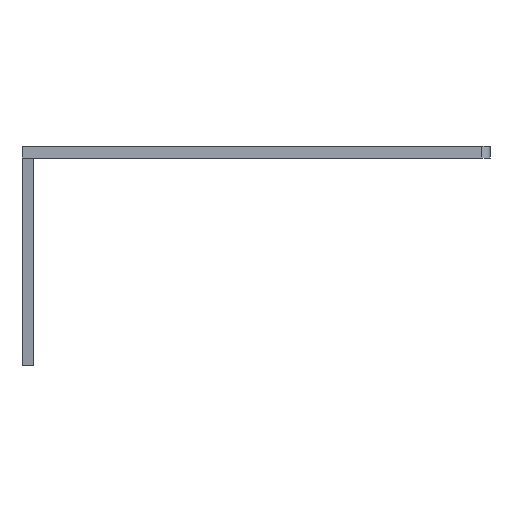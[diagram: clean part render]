
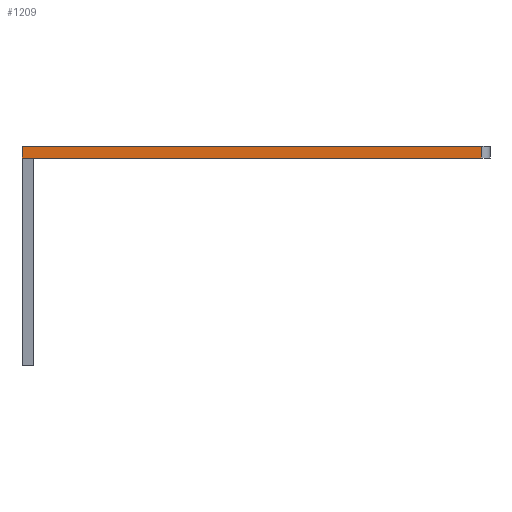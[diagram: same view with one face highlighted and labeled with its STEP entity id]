
A CAD part, front view. The second image highlights one B-rep face of the part: STEP entity #1209.
In plain terms, the highlighted planar face has unit normal (0, -1, 0).
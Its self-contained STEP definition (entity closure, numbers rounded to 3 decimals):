
#94 = EDGE_CURVE ( 'NONE', #176, #1507, #607, .T. ) ;
#110 = ORIENTED_EDGE ( 'NONE', *, *, #1718, .F. ) ;
#170 = CARTESIAN_POINT ( 'NONE',  ( 4., 0., -4. ) ) ;
#176 = VERTEX_POINT ( 'NONE', #722 ) ;
#200 = CARTESIAN_POINT ( 'NONE',  ( 0., 0., 0. ) ) ;
#206 = CARTESIAN_POINT ( 'NONE',  ( 4., 0., -4. ) ) ;
#262 = VECTOR ( 'NONE', #560, 1000. ) ;
#266 = DIRECTION ( 'NONE',  ( -1., 0., 0. ) ) ;
#271 = ORIENTED_EDGE ( 'NONE', *, *, #1391, .T. ) ;
#343 = PLANE ( 'NONE',  #1248 ) ;
#359 = DIRECTION ( 'NONE',  ( 0., 0., -1. ) ) ;
#395 = LINE ( 'NONE', #1458, #1111 ) ;
#409 = VERTEX_POINT ( 'NONE', #206 ) ;
#506 = ORIENTED_EDGE ( 'NONE', *, *, #796, .F. ) ;
#560 = DIRECTION ( 'NONE',  ( 0., 0., 1. ) ) ;
#607 = LINE ( 'NONE', #1814, #1699 ) ;
#637 = LINE ( 'NONE', #170, #707 ) ;
#642 = DIRECTION ( 'NONE',  ( 0., -1., 0. ) ) ;
#707 = VECTOR ( 'NONE', #1714, 1000. ) ;
#722 = CARTESIAN_POINT ( 'NONE',  ( 0., 0., 0. ) ) ;
#759 = DIRECTION ( 'NONE',  ( 0., 0., 1. ) ) ;
#789 = ORIENTED_EDGE ( 'NONE', *, *, #94, .F. ) ;
#796 = EDGE_CURVE ( 'NONE', #409, #1924, #395, .T. ) ;
#1000 = VECTOR ( 'NONE', #759, 1000. ) ;
#1094 = ORIENTED_EDGE ( 'NONE', *, *, #1737, .F. ) ;
#1111 = VECTOR ( 'NONE', #266, 1000. ) ;
#1209 = ADVANCED_FACE ( 'NONE', ( #1401 ), #343, .T. ) ;
#1248 = AXIS2_PLACEMENT_3D ( 'NONE', #200, #642, #359 ) ;
#1391 = EDGE_CURVE ( 'NONE', #1801, #1507, #1606, .T. ) ;
#1401 = FACE_OUTER_BOUND ( 'NONE', #1806, .T. ) ;
#1458 = CARTESIAN_POINT ( 'NONE',  ( 0., 0., -4. ) ) ;
#1502 = CARTESIAN_POINT ( 'NONE',  ( 0., 0., -75. ) ) ;
#1507 = VERTEX_POINT ( 'NONE', #1984 ) ;
#1535 = CARTESIAN_POINT ( 'NONE',  ( 157., 0., -4. ) ) ;
#1584 = CARTESIAN_POINT ( 'NONE',  ( 0., 0., -4. ) ) ;
#1606 = LINE ( 'NONE', #1634, #262 ) ;
#1631 = LINE ( 'NONE', #1502, #1000 ) ;
#1634 = CARTESIAN_POINT ( 'NONE',  ( 157., 0., 0. ) ) ;
#1699 = VECTOR ( 'NONE', #1788, 1000. ) ;
#1714 = DIRECTION ( 'NONE',  ( -1., 0., 0. ) ) ;
#1718 = EDGE_CURVE ( 'NONE', #1924, #176, #1631, .T. ) ;
#1737 = EDGE_CURVE ( 'NONE', #1801, #409, #637, .T. ) ;
#1788 = DIRECTION ( 'NONE',  ( 1., 0., 0. ) ) ;
#1801 = VERTEX_POINT ( 'NONE', #1535 ) ;
#1806 = EDGE_LOOP ( 'NONE', ( #506, #1094, #271, #789, #110 ) ) ;
#1814 = CARTESIAN_POINT ( 'NONE',  ( 0., 0., 0. ) ) ;
#1924 = VERTEX_POINT ( 'NONE', #1584 ) ;
#1984 = CARTESIAN_POINT ( 'NONE',  ( 157., 0., 0. ) ) ;
